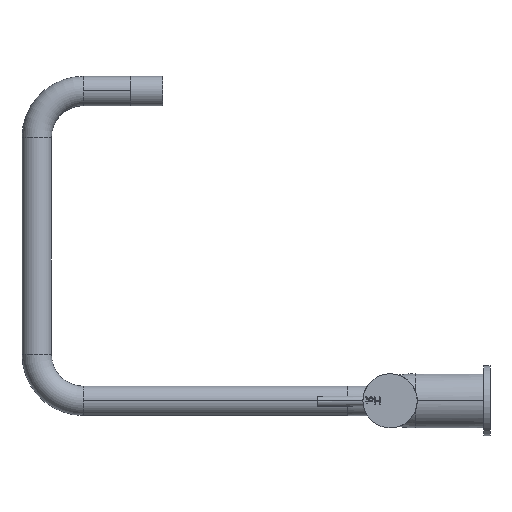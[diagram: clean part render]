
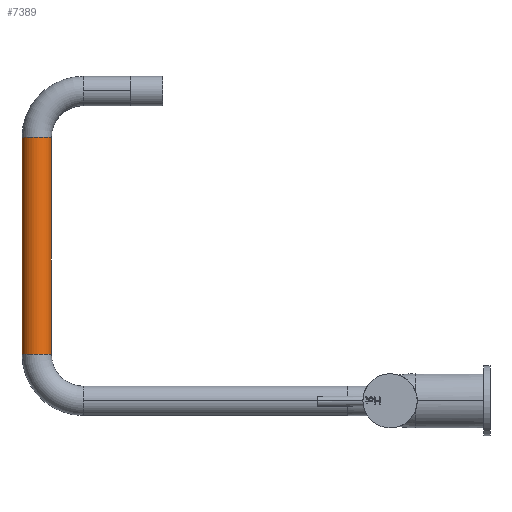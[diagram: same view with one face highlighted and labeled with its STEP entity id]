
A CAD part, left-side view. The second image highlights one B-rep face of the part: STEP entity #7389.
In plain terms, the highlighted cylindrical face has radius 9.5 mm (diameter 19 mm), a partial arc.
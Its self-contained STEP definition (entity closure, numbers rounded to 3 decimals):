
#2491 = ORIENTED_EDGE ( 'NONE', *, *, #50001, .T. ) ;
#2736 = EDGE_LOOP ( 'NONE', ( #97231, #2491, #95300, #91429 ) ) ;
#7389 = ADVANCED_FACE ( 'NONE', ( #53032 ), #14826, .T. ) ;
#8060 = CARTESIAN_POINT ( 'NONE',  ( 0.515, 218.6, 29.996 ) ) ;
#10639 = DIRECTION ( 'NONE',  ( 0.017, 0., 1. ) ) ;
#10640 = VECTOR ( 'NONE', #27620, 1000. ) ;
#14826 = CYLINDRICAL_SURFACE ( 'NONE', #36896, 9.5 ) ;
#17875 = CARTESIAN_POINT ( 'NONE',  ( 0.515, 237.6, 29.996 ) ) ;
#21071 = CARTESIAN_POINT ( 'NONE',  ( 2.921, 218.6, 169.975 ) ) ;
#23954 = LINE ( 'NONE', #8060, #92987 ) ;
#24039 = EDGE_CURVE ( 'NONE', #28437, #33878, #98058, .T. ) ;
#24999 = CARTESIAN_POINT ( 'NONE',  ( 2.921, 228.1, 169.975 ) ) ;
#27620 = DIRECTION ( 'NONE',  ( 0.017, 0., 1. ) ) ;
#28437 = VERTEX_POINT ( 'NONE', #67445 ) ;
#33878 = VERTEX_POINT ( 'NONE', #21071 ) ;
#33951 = EDGE_CURVE ( 'NONE', #46027, #28437, #82295, .T. ) ;
#36782 = CARTESIAN_POINT ( 'NONE',  ( 0.515, 228.1, 29.996 ) ) ;
#36896 = AXIS2_PLACEMENT_3D ( 'NONE', #57056, #10639, #56069 ) ;
#40853 = CIRCLE ( 'NONE', #53857, 9.5 ) ;
#41693 = EDGE_CURVE ( 'NONE', #57044, #33878, #23954, .T. ) ;
#42878 = CARTESIAN_POINT ( 'NONE',  ( 0.515, 237.6, 29.996 ) ) ;
#46027 = VERTEX_POINT ( 'NONE', #17875 ) ;
#50001 = EDGE_CURVE ( 'NONE', #46027, #57044, #40853, .T. ) ;
#53032 = FACE_OUTER_BOUND ( 'NONE', #2736, .T. ) ;
#53451 = CARTESIAN_POINT ( 'NONE',  ( 0.515, 218.6, 29.996 ) ) ;
#53857 = AXIS2_PLACEMENT_3D ( 'NONE', #36782, #99610, #68393 ) ;
#56069 = DIRECTION ( 'NONE',  ( 0., -1., 0. ) ) ;
#57044 = VERTEX_POINT ( 'NONE', #53451 ) ;
#57056 = CARTESIAN_POINT ( 'NONE',  ( 0.515, 228.1, 29.996 ) ) ;
#63715 = AXIS2_PLACEMENT_3D ( 'NONE', #24999, #86818, #72958 ) ;
#67445 = CARTESIAN_POINT ( 'NONE',  ( 2.921, 237.6, 169.975 ) ) ;
#68393 = DIRECTION ( 'NONE',  ( 1., 0., -0.017 ) ) ;
#72958 = DIRECTION ( 'NONE',  ( 1., 0., -0.017 ) ) ;
#82295 = LINE ( 'NONE', #42878, #10640 ) ;
#86297 = DIRECTION ( 'NONE',  ( 0.017, 0., 1. ) ) ;
#86818 = DIRECTION ( 'NONE',  ( 0.017, 0., 1. ) ) ;
#91429 = ORIENTED_EDGE ( 'NONE', *, *, #24039, .F. ) ;
#92987 = VECTOR ( 'NONE', #86297, 1000. ) ;
#95300 = ORIENTED_EDGE ( 'NONE', *, *, #41693, .T. ) ;
#97231 = ORIENTED_EDGE ( 'NONE', *, *, #33951, .F. ) ;
#98058 = CIRCLE ( 'NONE', #63715, 9.5 ) ;
#99610 = DIRECTION ( 'NONE',  ( 0.017, 0., 1. ) ) ;
